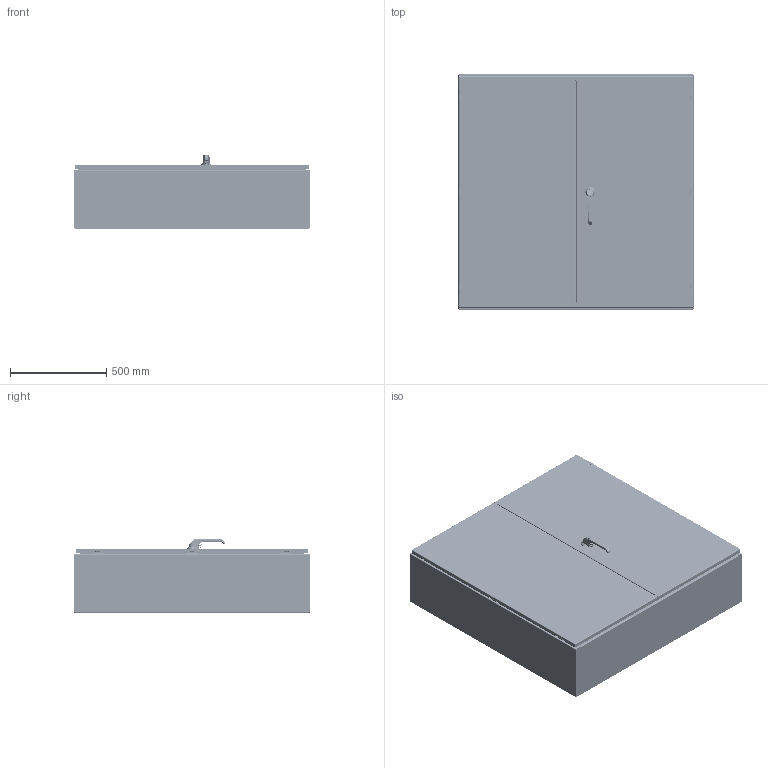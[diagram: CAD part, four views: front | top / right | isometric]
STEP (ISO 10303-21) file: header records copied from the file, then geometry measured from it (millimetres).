
FILE_DESCRIPTION((''),'2;1');
FILE_NAME('MODEL-319_ASM','2019-06-04T13:37:20',('johnh'),('SAGINAW CONTROL & ENGINEERING'),'CREO PARAMETRIC BY PTC INC, 2017260','CREO PARAMETRIC BY PTC INC, 2017260','');
FILE_SCHEMA(('AUTOMOTIVE_DESIGN { 1 0 10303 214 1 1 1 1 }'));
Length unit declared in the file: inch
Products named in the file (54): MODEL-319-BDY; MODEL-319-TP; MODEL-319-BTM; MODEL-319-MSTR; 100837; 100882; 111267; MODEL-319-ROD-UPR; 128146; 128145; 128144; 102482; MODEL-319-ROD-UPR_ASM; 128143; 112504; MODEL-319-ROD-LWR; MODEL-319-ROD-LWR_ASM; 100954_HANDLE; 100954_HANDLE_INSERT; 100954_SHAFT_CAM; 100954_ADAPTER_CAM; 100954_NUT_CAM; 100954_BASE; 100954_O-RING; 100954_NUT_MOUNTING_LARGE; 100954_NUT_MOUNTING_SMALL; 100954_SCREW_SMALL; 100954_INSERT; 100954_PADLOCK_CATCH; 100954_STOP_CAM; 100954_ASM; 102236; 100030; 102236_ASM; MODEL-319-PR-GSK-M; 126391; 126397; 126391_ASM; 126393; 102483 ...
Assembly tree (128 placements, depth 4):
  MODEL-319_ASM
    MODEL-319-BDY
    MODEL-319-TP
    MODEL-319-BTM
    MODEL-319-MASTER-DR-ASSY_ASM
      MODEL-319-MSTR
      100837  x5
      100882  x4
      111267
      MODEL-319-ROD-UPR_ASM
        MODEL-319-ROD-UPR
        128146
        128145
        128144
        102482  x2
      128143  x2
      112504  x2
      MODEL-319-ROD-LWR_ASM
        MODEL-319-ROD-LWR
        128146
        128145
        128144
        102482  x2
      100954_ASM
        100954_HANDLE
        100954_HANDLE_INSERT
        100954_SHAFT_CAM
        100954_ADAPTER_CAM
        100954_NUT_CAM
        100954_BASE
        100954_O-RING
        100954_NUT_MOUNTING_LARGE
        100954_NUT_MOUNTING_SMALL
        100954_SCREW_SMALL
        100954_INSERT
        100954_PADLOCK_CATCH
        100954_STOP_CAM
      102236_ASM
        102236
        100030  x2
      MODEL-319-PR-GSK-M
      126391_ASM  x3
        126391
        126397
      126393  x3
      102483  x9
      101226  x3
      101376  x3
      102140  x3
    MODEL-319-SLAVE-DR-ASSY_ASM
      MODEL-319-SLV
      100837
      MODEL-319-PR-GSK-S
      126391_ASM  x3
        126391
        126397
      126393  x3
      102483  x9
      101226  x3
      101376  x3
Bounding box: 1219.2 x 1219.2 x 382.23 mm (x, y, z)
Volume: 14910253.7 mm3; surface area: 13334815.9 mm2
Topology: 125 solids, 125 shells, 8859 faces, 22572 edges, 14037 vertices
Faces by surface type: plane 3324, cylinder 2584, bspline 1248, torus 775, cone 660, sphere 268
Entity records: 229685 total; most frequent: CARTESIAN_POINT 76466, ORIENTED_EDGE 22904, DIRECTION 21213, PRESENTATION_STYLE_ASSIGNMENT 11602, STYLED_ITEM 11497, CURVE_STYLE 11452, EDGE_CURVE 11452, AXIS2_PLACEMENT_3D 7899
